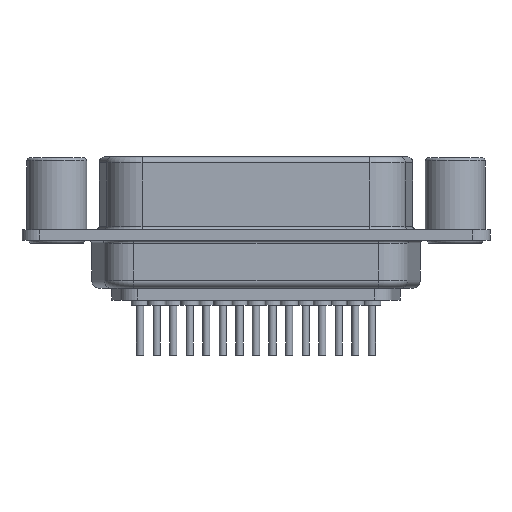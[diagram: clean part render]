
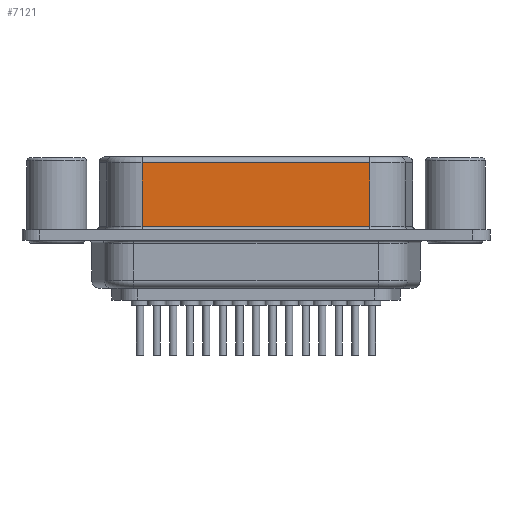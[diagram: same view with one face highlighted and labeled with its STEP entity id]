
A CAD part, front view. The second image highlights one B-rep face of the part: STEP entity #7121.
In plain terms, the highlighted planar face has unit normal (0, -1, 0).
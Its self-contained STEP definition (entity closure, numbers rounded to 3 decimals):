
#47 = ORIENTED_EDGE ( 'NONE', *, *, #2322, .T. ) ;
#85 = ORIENTED_EDGE ( 'NONE', *, *, #2098, .T. ) ;
#88 = ORIENTED_EDGE ( 'NONE', *, *, #1860, .F. ) ;
#97 = ORIENTED_EDGE ( 'NONE', *, *, #1713, .T. ) ;
#155 = CARTESIAN_POINT ( 'NONE',  ( -10.125, -4.68, 6.05 ) ) ;
#156 = DIRECTION ( 'NONE',  ( -1., 0., 0. ) ) ;
#890 = CARTESIAN_POINT ( 'NONE',  ( -9.533, -4.68, 6.05 ) ) ;
#897 = CARTESIAN_POINT ( 'NONE',  ( 9.533, -4.68, 0.7 ) ) ;
#901 = CARTESIAN_POINT ( 'NONE',  ( -9.533, -4.68, 0.7 ) ) ;
#902 = CARTESIAN_POINT ( 'NONE',  ( 9.533, -4.68, 6.05 ) ) ;
#1171 = FACE_OUTER_BOUND ( 'NONE', #5857, .T. ) ;
#1713 = EDGE_CURVE ( 'NONE', #3560, #3571, #3626, .T. ) ;
#1860 = EDGE_CURVE ( 'NONE', #3572, #3567, #3750, .T. ) ;
#2098 = EDGE_CURVE ( 'NONE', #3571, #3567, #4793, .T. ) ;
#2322 = EDGE_CURVE ( 'NONE', #3572, #3560, #4984, .T. ) ;
#3560 = VERTEX_POINT ( 'NONE', #890 ) ;
#3567 = VERTEX_POINT ( 'NONE', #897 ) ;
#3571 = VERTEX_POINT ( 'NONE', #901 ) ;
#3572 = VERTEX_POINT ( 'NONE', #902 ) ;
#3626 = LINE ( 'NONE', #5702, #3630 ) ;
#3630 = VECTOR ( 'NONE', #5650, 1000. ) ;
#3750 = LINE ( 'NONE', #3966, #3752 ) ;
#3752 = VECTOR ( 'NONE', #3970, 1000. ) ;
#3966 = CARTESIAN_POINT ( 'NONE',  ( 9.533, -4.68, 6.55 ) ) ;
#3970 = DIRECTION ( 'NONE',  ( 0., 0., -1. ) ) ;
#4348 = DIRECTION ( 'NONE',  ( 1., 0., 0. ) ) ;
#4373 = CARTESIAN_POINT ( 'NONE',  ( 9.533, -4.68, 0.7 ) ) ;
#4793 = LINE ( 'NONE', #4373, #4795 ) ;
#4795 = VECTOR ( 'NONE', #4348, 1000. ) ;
#4984 = LINE ( 'NONE', #155, #4987 ) ;
#4987 = VECTOR ( 'NONE', #156, 1000. ) ;
#5650 = DIRECTION ( 'NONE',  ( 0., 0., -1. ) ) ;
#5702 = CARTESIAN_POINT ( 'NONE',  ( -9.533, -4.68, 6.55 ) ) ;
#5857 = EDGE_LOOP ( 'NONE', ( #97, #85, #88, #47 ) ) ;
#6663 = CARTESIAN_POINT ( 'NONE',  ( -9.533, -4.68, 6.55 ) ) ;
#6665 = PLANE ( 'NONE',  #7793 ) ;
#6667 = DIRECTION ( 'NONE',  ( 0., 1., 0. ) ) ;
#6668 = DIRECTION ( 'NONE',  ( 0., 0., 1. ) ) ;
#7121 = ADVANCED_FACE ( 'NONE', ( #1171 ), #6665, .F. ) ;
#7793 = AXIS2_PLACEMENT_3D ( 'NONE', #6663, #6667, #6668 ) ;
